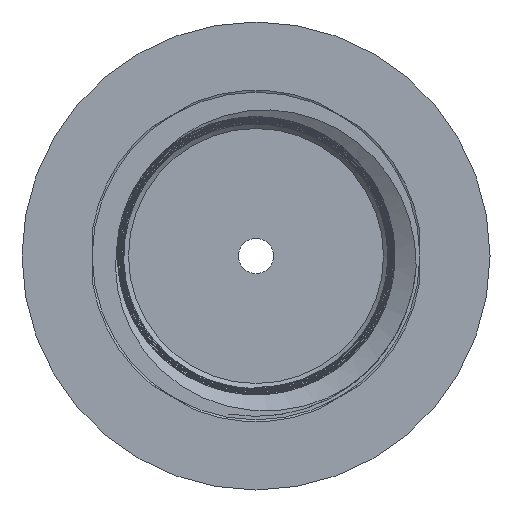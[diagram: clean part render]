
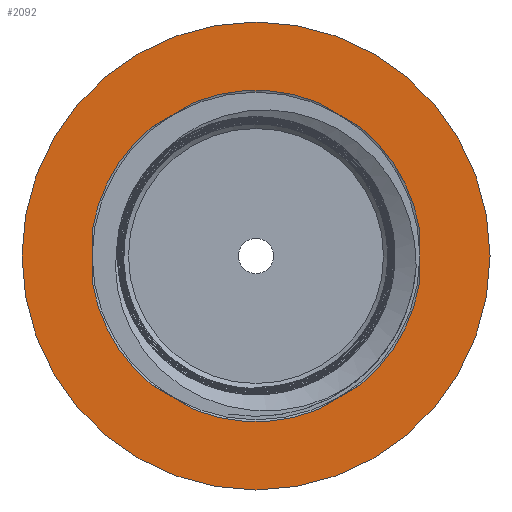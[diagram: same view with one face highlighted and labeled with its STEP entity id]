
A CAD part, front view. The second image highlights one B-rep face of the part: STEP entity #2092.
In plain terms, the highlighted planar face has unit normal (0, -1, 0).
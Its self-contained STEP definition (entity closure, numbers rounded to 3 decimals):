
#36=FACE_BOUND('',#364,.T.);
#54=PLANE('',#2228);
#244=FACE_OUTER_BOUND('',#363,.T.);
#363=EDGE_LOOP('',(#1937));
#364=EDGE_LOOP('',(#1938,#1939,#1940,#1941,#1942,#1943,#1944,#1945,#1946,
#1947,#1948,#1949));
#645=LINE('',#12973,#752);
#646=LINE('',#12984,#753);
#647=LINE('',#12995,#754);
#648=LINE('',#13028,#755);
#649=LINE('',#13040,#756);
#650=LINE('',#13052,#757);
#752=VECTOR('',#2535,10.);
#753=VECTOR('',#2538,10.);
#754=VECTOR('',#2541,10.);
#755=VECTOR('',#2576,10.);
#756=VECTOR('',#2583,10.);
#757=VECTOR('',#2590,10.);
#770=CIRCLE('',#2201,7.083);
#772=CIRCLE('',#2204,7.083);
#774=CIRCLE('',#2207,7.083);
#780=CIRCLE('',#2218,7.083);
#781=CIRCLE('',#2221,7.083);
#782=CIRCLE('',#2224,7.083);
#784=CIRCLE('',#2229,10.);
#978=VERTEX_POINT('',#12971);
#979=VERTEX_POINT('',#12972);
#981=VERTEX_POINT('',#12982);
#982=VERTEX_POINT('',#12983);
#984=VERTEX_POINT('',#12993);
#985=VERTEX_POINT('',#12994);
#987=VERTEX_POINT('',#13004);
#991=VERTEX_POINT('',#13027);
#992=VERTEX_POINT('',#13033);
#993=VERTEX_POINT('',#13039);
#994=VERTEX_POINT('',#13045);
#995=VERTEX_POINT('',#13051);
#997=VERTEX_POINT('',#13064);
#1285=EDGE_CURVE('',#978,#979,#645,.T.);
#1288=EDGE_CURVE('',#981,#982,#646,.T.);
#1291=EDGE_CURVE('',#984,#985,#647,.T.);
#1294=EDGE_CURVE('',#987,#978,#770,.T.);
#1297=EDGE_CURVE('',#979,#981,#772,.T.);
#1299=EDGE_CURVE('',#982,#984,#774,.T.);
#1305=EDGE_CURVE('',#991,#987,#648,.T.);
#1307=EDGE_CURVE('',#992,#991,#780,.T.);
#1309=EDGE_CURVE('',#993,#992,#649,.T.);
#1311=EDGE_CURVE('',#994,#993,#781,.T.);
#1313=EDGE_CURVE('',#995,#994,#650,.T.);
#1315=EDGE_CURVE('',#985,#995,#782,.T.);
#1318=EDGE_CURVE('',#997,#997,#784,.T.);
#1937=ORIENTED_EDGE('',*,*,#1318,.F.);
#1938=ORIENTED_EDGE('',*,*,#1294,.T.);
#1939=ORIENTED_EDGE('',*,*,#1285,.T.);
#1940=ORIENTED_EDGE('',*,*,#1297,.T.);
#1941=ORIENTED_EDGE('',*,*,#1288,.T.);
#1942=ORIENTED_EDGE('',*,*,#1299,.T.);
#1943=ORIENTED_EDGE('',*,*,#1291,.T.);
#1944=ORIENTED_EDGE('',*,*,#1315,.T.);
#1945=ORIENTED_EDGE('',*,*,#1313,.T.);
#1946=ORIENTED_EDGE('',*,*,#1311,.T.);
#1947=ORIENTED_EDGE('',*,*,#1309,.T.);
#1948=ORIENTED_EDGE('',*,*,#1307,.T.);
#1949=ORIENTED_EDGE('',*,*,#1305,.T.);
#2092=ADVANCED_FACE('',(#244,#36),#54,.T.);
#2201=AXIS2_PLACEMENT_3D('',#13005,#2544,#2545);
#2204=AXIS2_PLACEMENT_3D('',#13012,#2550,#2551);
#2207=AXIS2_PLACEMENT_3D('',#13015,#2556,#2557);
#2218=AXIS2_PLACEMENT_3D('',#13034,#2579,#2580);
#2221=AXIS2_PLACEMENT_3D('',#13046,#2586,#2587);
#2224=AXIS2_PLACEMENT_3D('',#13057,#2593,#2594);
#2228=AXIS2_PLACEMENT_3D('',#13063,#2602,#2603);
#2229=AXIS2_PLACEMENT_3D('',#13065,#2604,#2605);
#2535=DIRECTION('',(0.866,0.,0.5));
#2538=DIRECTION('',(0.866,0.,-0.5));
#2541=DIRECTION('',(0.,0.,-1.));
#2544=DIRECTION('center_axis',(0.,1.,0.));
#2545=DIRECTION('ref_axis',(1.,0.,0.));
#2550=DIRECTION('center_axis',(0.,1.,0.));
#2551=DIRECTION('ref_axis',(1.,0.,0.));
#2556=DIRECTION('center_axis',(0.,1.,0.));
#2557=DIRECTION('ref_axis',(1.,0.,0.));
#2576=DIRECTION('',(0.,0.,1.));
#2579=DIRECTION('center_axis',(0.,1.,0.));
#2580=DIRECTION('ref_axis',(1.,0.,0.));
#2583=DIRECTION('',(-0.866,0.,0.5));
#2586=DIRECTION('center_axis',(0.,1.,0.));
#2587=DIRECTION('ref_axis',(1.,0.,0.));
#2590=DIRECTION('',(-0.866,0.,-0.5));
#2593=DIRECTION('center_axis',(0.,1.,0.));
#2594=DIRECTION('ref_axis',(1.,0.,0.));
#2602=DIRECTION('center_axis',(0.,-1.,0.));
#2603=DIRECTION('ref_axis',(0.,0.,-1.));
#2604=DIRECTION('center_axis',(0.,1.,0.));
#2605=DIRECTION('ref_axis',(1.,0.,0.));
#12971=CARTESIAN_POINT('',(-4.437,0.,5.521));
#12972=CARTESIAN_POINT('',(-2.563,0.,6.603));
#12973=CARTESIAN_POINT('',(-3.085,0.,6.302));
#12982=CARTESIAN_POINT('',(2.563,0.,6.603));
#12983=CARTESIAN_POINT('',(4.437,0.,5.521));
#12984=CARTESIAN_POINT('',(-0.415,0.,8.323));
#12993=CARTESIAN_POINT('',(7.,0.,1.082));
#12994=CARTESIAN_POINT('',(7.,0.,-1.082));
#12995=CARTESIAN_POINT('',(7.,0.,7.021));
#13004=CARTESIAN_POINT('',(-7.,0.,1.082));
#13005=CARTESIAN_POINT('Origin',(0.,0.,0.));
#13012=CARTESIAN_POINT('Origin',(0.,0.,0.));
#13015=CARTESIAN_POINT('Origin',(0.,0.,0.));
#13027=CARTESIAN_POINT('',(-7.,0.,-1.082));
#13028=CARTESIAN_POINT('',(-7.,0.,2.979));
#13033=CARTESIAN_POINT('',(-4.437,0.,-5.521));
#13034=CARTESIAN_POINT('Origin',(0.,0.,0.));
#13039=CARTESIAN_POINT('',(-2.563,0.,-6.603));
#13040=CARTESIAN_POINT('',(-3.915,0.,-5.823));
#13045=CARTESIAN_POINT('',(2.563,0.,-6.603));
#13046=CARTESIAN_POINT('Origin',(0.,0.,0.));
#13051=CARTESIAN_POINT('',(4.437,0.,-5.521));
#13052=CARTESIAN_POINT('',(7.415,0.,-3.802));
#13057=CARTESIAN_POINT('Origin',(0.,0.,0.));
#13063=CARTESIAN_POINT('Origin',(0.,0.,10.));
#13064=CARTESIAN_POINT('',(0.,0.,-10.));
#13065=CARTESIAN_POINT('Origin',(0.,0.,0.));
